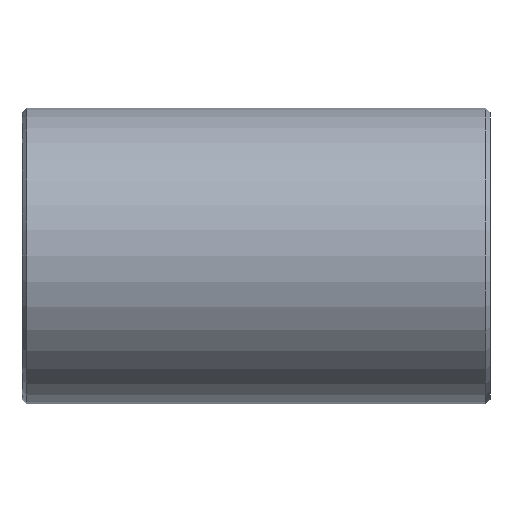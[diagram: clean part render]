
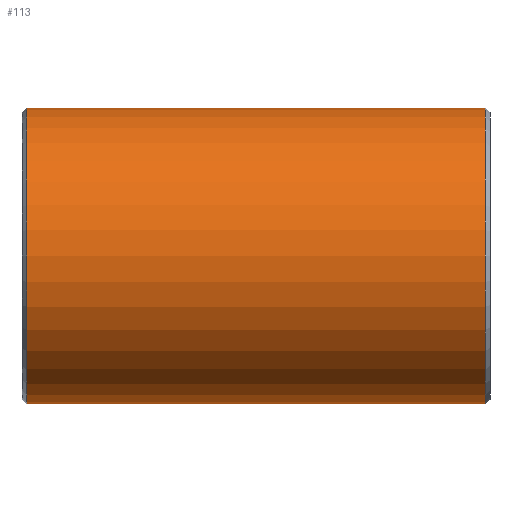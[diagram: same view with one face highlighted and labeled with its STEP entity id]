
A CAD part, front view. The second image highlights one B-rep face of the part: STEP entity #113.
In plain terms, the highlighted cylindrical face has radius 136.525 mm (diameter 273.05 mm), a partial arc.
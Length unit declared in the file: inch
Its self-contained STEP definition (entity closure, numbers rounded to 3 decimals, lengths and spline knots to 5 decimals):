
#83 = DIRECTION ( 'NONE',  ( 1., 0., 0. ) ) ;
#87 = ORIENTED_EDGE ( 'NONE', *, *, #678, .T. ) ;
#106 = VERTEX_POINT ( 'NONE', #739 ) ;
#113 = ADVANCED_FACE ( 'NONE', ( #819 ), #233, .T. ) ;
#148 = CARTESIAN_POINT ( 'NONE',  ( 8.5, 0., 5.375 ) ) ;
#156 = ORIENTED_EDGE ( 'NONE', *, *, #716, .T. ) ;
#167 = DIRECTION ( 'NONE',  ( -1., 0., 0. ) ) ;
#173 = AXIS2_PLACEMENT_3D ( 'NONE', #300, #83, #361 ) ;
#188 = VECTOR ( 'NONE', #370, 39.37008 ) ;
#192 = CARTESIAN_POINT ( 'NONE',  ( 8.5, 0., -5.375 ) ) ;
#197 = CARTESIAN_POINT ( 'NONE',  ( -8.33333, 0., 5.375 ) ) ;
#233 = CYLINDRICAL_SURFACE ( 'NONE', #911, 5.375 ) ;
#291 = LINE ( 'NONE', #148, #188 ) ;
#300 = CARTESIAN_POINT ( 'NONE',  ( -8.33333, 0., 0. ) ) ;
#301 = AXIS2_PLACEMENT_3D ( 'NONE', #779, #492, #375 ) ;
#310 = DIRECTION ( 'NONE',  ( 0., 0., 1. ) ) ;
#361 = DIRECTION ( 'NONE',  ( 0., 0., 1. ) ) ;
#365 = VERTEX_POINT ( 'NONE', #696 ) ;
#370 = DIRECTION ( 'NONE',  ( -1., 0., 0. ) ) ;
#375 = DIRECTION ( 'NONE',  ( 0., 0., -1. ) ) ;
#399 = CARTESIAN_POINT ( 'NONE',  ( 8.33333, 0., -5.375 ) ) ;
#413 = DIRECTION ( 'NONE',  ( -1., 0., 0. ) ) ;
#427 = ORIENTED_EDGE ( 'NONE', *, *, #762, .T. ) ;
#432 = VECTOR ( 'NONE', #413, 39.37008 ) ;
#456 = EDGE_LOOP ( 'NONE', ( #551, #156, #427, #87 ) ) ;
#492 = DIRECTION ( 'NONE',  ( -1., 0., 0. ) ) ;
#551 = ORIENTED_EDGE ( 'NONE', *, *, #567, .F. ) ;
#567 = EDGE_CURVE ( 'NONE', #820, #365, #842, .T. ) ;
#583 = CIRCLE ( 'NONE', #173, 5.375 ) ;
#678 = EDGE_CURVE ( 'NONE', #901, #365, #583, .T. ) ;
#696 = CARTESIAN_POINT ( 'NONE',  ( -8.33333, 0., -5.375 ) ) ;
#701 = CIRCLE ( 'NONE', #301, 5.375 ) ;
#716 = EDGE_CURVE ( 'NONE', #820, #106, #701, .T. ) ;
#728 = CARTESIAN_POINT ( 'NONE',  ( 8.5, 0., 0. ) ) ;
#739 = CARTESIAN_POINT ( 'NONE',  ( 8.33333, 0., 5.375 ) ) ;
#762 = EDGE_CURVE ( 'NONE', #106, #901, #291, .T. ) ;
#779 = CARTESIAN_POINT ( 'NONE',  ( 8.33333, 0., 0. ) ) ;
#819 = FACE_OUTER_BOUND ( 'NONE', #456, .T. ) ;
#820 = VERTEX_POINT ( 'NONE', #399 ) ;
#842 = LINE ( 'NONE', #192, #432 ) ;
#901 = VERTEX_POINT ( 'NONE', #197 ) ;
#911 = AXIS2_PLACEMENT_3D ( 'NONE', #728, #167, #310 ) ;
